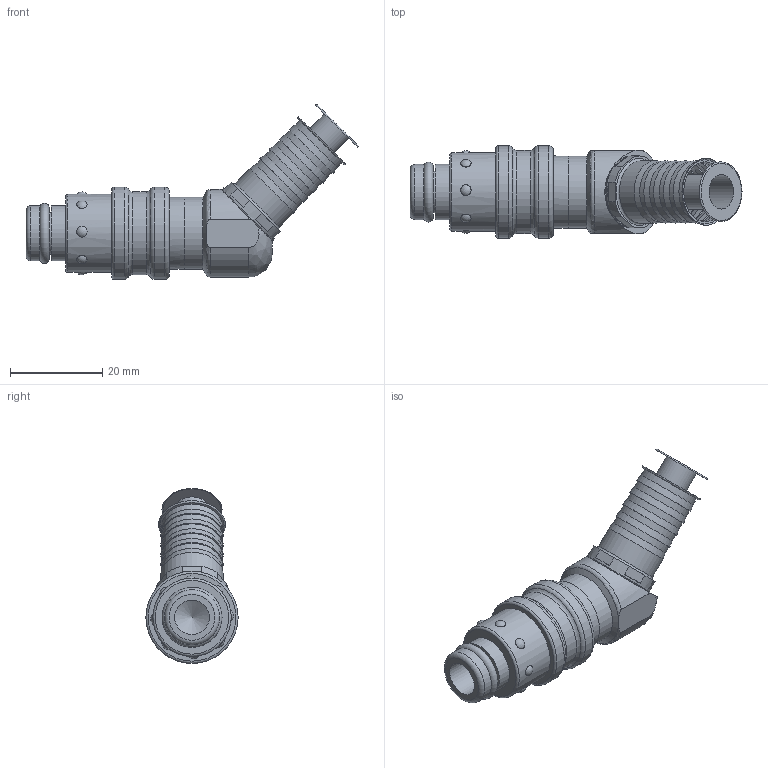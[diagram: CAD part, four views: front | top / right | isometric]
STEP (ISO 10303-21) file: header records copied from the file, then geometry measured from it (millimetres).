
FILE_DESCRIPTION(/* description */ (''),/* implementation_level */ '2;1');
FILE_NAME(/* name */ 'ESR 13 TL-45-RO.stp',/* time_stamp */ '2025-02-06T12:39:13+01:00',/* author */ ('ertl'),/* organization */ (''),/* preprocessor_version */ 'ST-DEVELOPER v20',/* originating_system */ 'Autodesk Inventor 2025',/* authorisation */ '0 mm^3');
FILE_SCHEMA (('AUTOMOTIVE_DESIGN { 1 0 10303 214 3 1 1 }'));
Length unit declared in the file: millimetre
Products named in the file (1): ESR 13 TL-45-RO_Vereinfachen_1
Bounding box: 71.92 x 20 x 37.91 mm (x, y, z)
Volume: 14461.3 mm3; surface area: 5386.3 mm2
Topology: 2 solids, 2 shells, 87 faces, 186 edges, 121 vertices
Faces by surface type: plane 30, cylinder 21, torus 16, cone 9, sphere 8, bspline 3
Full cylindrical faces by diameter (mm): 7.5 x2, 9 x2, 11.95 x2, 13 x5, 13.5 x1, 15.6 x3, 16.95 x1, 18 x1, 20 x2
Entity records: 2903 total; most frequent: CARTESIAN_POINT 819, DIRECTION 434, ORIENTED_EDGE 368, AXIS2_PLACEMENT_3D 187, EDGE_CURVE 184, VERTEX_POINT 121, EDGE_LOOP 109, CIRCLE 101
